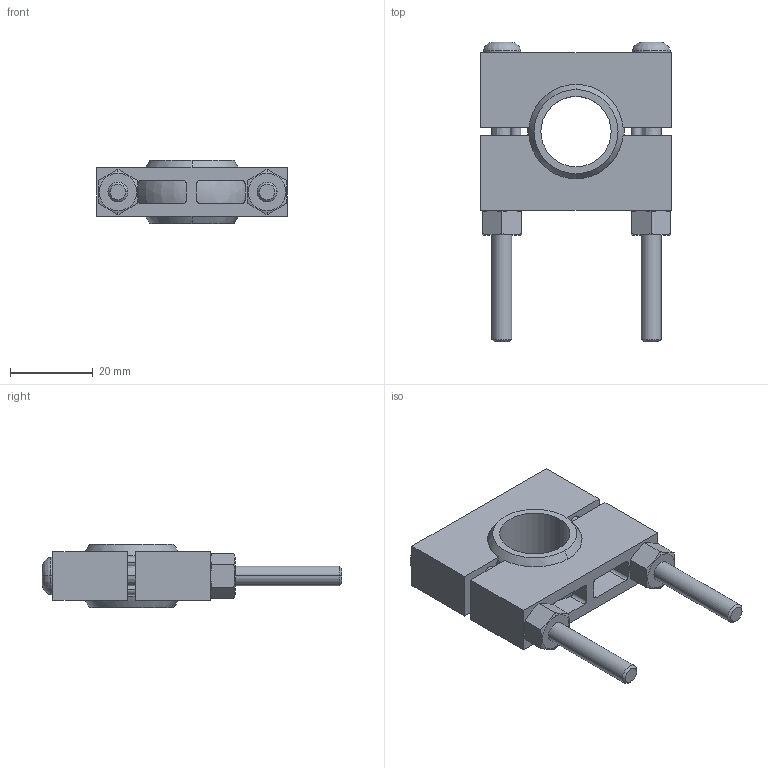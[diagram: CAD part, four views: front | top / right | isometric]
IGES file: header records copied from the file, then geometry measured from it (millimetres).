
Start section:  PTC IGES file: 156739.igs
Global section: file name: 156739.igs; native system: Pro/ENGINEER by Parametric Technology Corporation; preprocessor: 2009141; author: banengservice; organization: Unknown; date: 20111006.103119; units: inch
Bounding box: 45.97 x 72.42 x 15.24 mm (x, y, z)
Volume: 17703.7 mm3; surface area: 12661.8 mm2
Topology: 2 solids, 2 shells, 158 faces, 378 edges, 246 vertices
Faces by surface type: bspline 80, revolution 78
